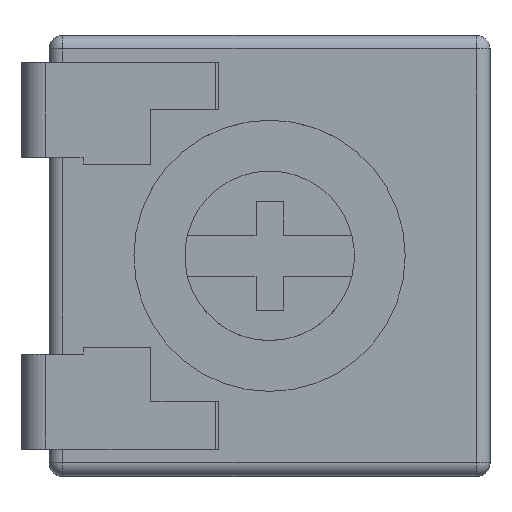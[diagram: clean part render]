
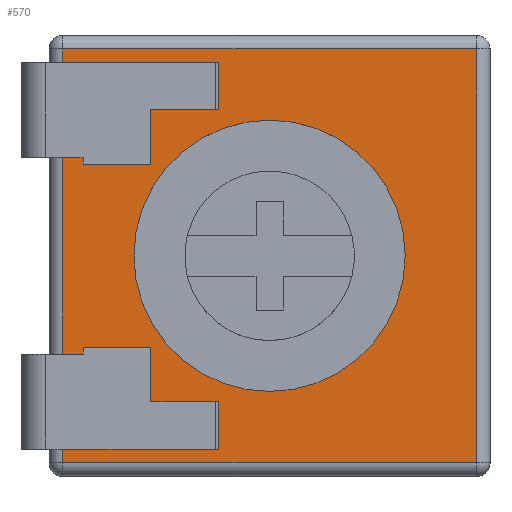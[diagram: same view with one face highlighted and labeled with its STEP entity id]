
A CAD part, top view. The second image highlights one B-rep face of the part: STEP entity #570.
In plain terms, the highlighted planar face has unit normal (0, 0, 1).
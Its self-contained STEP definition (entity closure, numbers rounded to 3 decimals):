
#224 = VERTEX_POINT('',#225);
#225 = CARTESIAN_POINT('',(3.05,3.05,4.5));
#232 = EDGE_CURVE('',#224,#233,#235,.T.);
#233 = VERTEX_POINT('',#234);
#234 = CARTESIAN_POINT('',(3.05,-3.05,4.5));
#235 = LINE('',#236,#237);
#236 = CARTESIAN_POINT('',(3.05,3.25,4.5));
#237 = VECTOR('',#238,1.);
#238 = DIRECTION('',(0.,-1.,0.));
#570 = ADVANCED_FACE('',(#571,#724),#735,.F.);
#571 = FACE_BOUND('',#572,.F.);
#572 = EDGE_LOOP('',(#573,#583,#591,#597,#598,#606,#614,#622,#630,#638,
    #646,#654,#662,#670,#678,#686,#694,#702,#710,#718));
#573 = ORIENTED_EDGE('',*,*,#574,.F.);
#574 = EDGE_CURVE('',#575,#577,#579,.T.);
#575 = VERTEX_POINT('',#576);
#576 = CARTESIAN_POINT('',(-3.05,2.85,4.5));
#577 = VERTEX_POINT('',#578);
#578 = CARTESIAN_POINT('',(-0.75,2.85,4.5));
#579 = LINE('',#580,#581);
#580 = CARTESIAN_POINT('',(-3.25,2.85,4.5));
#581 = VECTOR('',#582,1.);
#582 = DIRECTION('',(1.,0.,0.));
#583 = ORIENTED_EDGE('',*,*,#584,.T.);
#584 = EDGE_CURVE('',#575,#585,#587,.T.);
#585 = VERTEX_POINT('',#586);
#586 = CARTESIAN_POINT('',(-3.05,3.05,4.5));
#587 = LINE('',#588,#589);
#588 = CARTESIAN_POINT('',(-3.05,2.85,4.5));
#589 = VECTOR('',#590,1.);
#590 = DIRECTION('',(0.,1.,0.));
#591 = ORIENTED_EDGE('',*,*,#592,.T.);
#592 = EDGE_CURVE('',#585,#224,#593,.T.);
#593 = LINE('',#594,#595);
#594 = CARTESIAN_POINT('',(-3.25,3.05,4.5));
#595 = VECTOR('',#596,1.);
#596 = DIRECTION('',(1.,0.,0.));
#597 = ORIENTED_EDGE('',*,*,#232,.T.);
#598 = ORIENTED_EDGE('',*,*,#599,.T.);
#599 = EDGE_CURVE('',#233,#600,#602,.T.);
#600 = VERTEX_POINT('',#601);
#601 = CARTESIAN_POINT('',(-3.05,-3.05,4.5));
#602 = LINE('',#603,#604);
#603 = CARTESIAN_POINT('',(3.25,-3.05,4.5));
#604 = VECTOR('',#605,1.);
#605 = DIRECTION('',(-1.,0.,0.));
#606 = ORIENTED_EDGE('',*,*,#607,.T.);
#607 = EDGE_CURVE('',#600,#608,#610,.T.);
#608 = VERTEX_POINT('',#609);
#609 = CARTESIAN_POINT('',(-3.05,-2.85,4.5));
#610 = LINE('',#611,#612);
#611 = CARTESIAN_POINT('',(-3.05,-3.25,4.5));
#612 = VECTOR('',#613,1.);
#613 = DIRECTION('',(0.,1.,0.));
#614 = ORIENTED_EDGE('',*,*,#615,.F.);
#615 = EDGE_CURVE('',#616,#608,#618,.T.);
#616 = VERTEX_POINT('',#617);
#617 = CARTESIAN_POINT('',(-0.75,-2.85,4.5));
#618 = LINE('',#619,#620);
#619 = CARTESIAN_POINT('',(-0.75,-2.85,4.5));
#620 = VECTOR('',#621,1.);
#621 = DIRECTION('',(-1.,0.,0.));
#622 = ORIENTED_EDGE('',*,*,#623,.F.);
#623 = EDGE_CURVE('',#624,#616,#626,.T.);
#624 = VERTEX_POINT('',#625);
#625 = CARTESIAN_POINT('',(-0.75,-2.15,4.5));
#626 = LINE('',#627,#628);
#627 = CARTESIAN_POINT('',(-0.75,-2.15,4.5));
#628 = VECTOR('',#629,1.);
#629 = DIRECTION('',(0.,-1.,0.));
#630 = ORIENTED_EDGE('',*,*,#631,.F.);
#631 = EDGE_CURVE('',#632,#624,#634,.T.);
#632 = VERTEX_POINT('',#633);
#633 = CARTESIAN_POINT('',(-1.75,-2.15,4.5));
#634 = LINE('',#635,#636);
#635 = CARTESIAN_POINT('',(-1.75,-2.15,4.5));
#636 = VECTOR('',#637,1.);
#637 = DIRECTION('',(1.,0.,0.));
#638 = ORIENTED_EDGE('',*,*,#639,.F.);
#639 = EDGE_CURVE('',#640,#632,#642,.T.);
#640 = VERTEX_POINT('',#641);
#641 = CARTESIAN_POINT('',(-1.75,-1.35,4.5));
#642 = LINE('',#643,#644);
#643 = CARTESIAN_POINT('',(-1.75,-1.35,4.5));
#644 = VECTOR('',#645,1.);
#645 = DIRECTION('',(0.,-1.,0.));
#646 = ORIENTED_EDGE('',*,*,#647,.F.);
#647 = EDGE_CURVE('',#648,#640,#650,.T.);
#648 = VERTEX_POINT('',#649);
#649 = CARTESIAN_POINT('',(-2.75,-1.35,4.5));
#650 = LINE('',#651,#652);
#651 = CARTESIAN_POINT('',(-2.75,-1.35,4.5));
#652 = VECTOR('',#653,1.);
#653 = DIRECTION('',(1.,0.,0.));
#654 = ORIENTED_EDGE('',*,*,#655,.F.);
#655 = EDGE_CURVE('',#656,#648,#658,.T.);
#656 = VERTEX_POINT('',#657);
#657 = CARTESIAN_POINT('',(-2.75,-1.45,4.5));
#658 = LINE('',#659,#660);
#659 = CARTESIAN_POINT('',(-2.75,-1.45,4.5));
#660 = VECTOR('',#661,1.);
#661 = DIRECTION('',(0.,1.,0.));
#662 = ORIENTED_EDGE('',*,*,#663,.F.);
#663 = EDGE_CURVE('',#664,#656,#666,.T.);
#664 = VERTEX_POINT('',#665);
#665 = CARTESIAN_POINT('',(-3.05,-1.45,4.5));
#666 = LINE('',#667,#668);
#667 = CARTESIAN_POINT('',(-3.25,-1.45,4.5));
#668 = VECTOR('',#669,1.);
#669 = DIRECTION('',(1.,0.,0.));
#670 = ORIENTED_EDGE('',*,*,#671,.T.);
#671 = EDGE_CURVE('',#664,#672,#674,.T.);
#672 = VERTEX_POINT('',#673);
#673 = CARTESIAN_POINT('',(-3.05,1.45,4.5));
#674 = LINE('',#675,#676);
#675 = CARTESIAN_POINT('',(-3.05,-1.45,4.5));
#676 = VECTOR('',#677,1.);
#677 = DIRECTION('',(0.,1.,0.));
#678 = ORIENTED_EDGE('',*,*,#679,.F.);
#679 = EDGE_CURVE('',#680,#672,#682,.T.);
#680 = VERTEX_POINT('',#681);
#681 = CARTESIAN_POINT('',(-2.75,1.45,4.5));
#682 = LINE('',#683,#684);
#683 = CARTESIAN_POINT('',(-2.75,1.45,4.5));
#684 = VECTOR('',#685,1.);
#685 = DIRECTION('',(-1.,0.,0.));
#686 = ORIENTED_EDGE('',*,*,#687,.F.);
#687 = EDGE_CURVE('',#688,#680,#690,.T.);
#688 = VERTEX_POINT('',#689);
#689 = CARTESIAN_POINT('',(-2.75,1.35,4.5));
#690 = LINE('',#691,#692);
#691 = CARTESIAN_POINT('',(-2.75,1.35,4.5));
#692 = VECTOR('',#693,1.);
#693 = DIRECTION('',(0.,1.,0.));
#694 = ORIENTED_EDGE('',*,*,#695,.F.);
#695 = EDGE_CURVE('',#696,#688,#698,.T.);
#696 = VERTEX_POINT('',#697);
#697 = CARTESIAN_POINT('',(-1.75,1.35,4.5));
#698 = LINE('',#699,#700);
#699 = CARTESIAN_POINT('',(-1.75,1.35,4.5));
#700 = VECTOR('',#701,1.);
#701 = DIRECTION('',(-1.,0.,0.));
#702 = ORIENTED_EDGE('',*,*,#703,.F.);
#703 = EDGE_CURVE('',#704,#696,#706,.T.);
#704 = VERTEX_POINT('',#705);
#705 = CARTESIAN_POINT('',(-1.75,2.15,4.5));
#706 = LINE('',#707,#708);
#707 = CARTESIAN_POINT('',(-1.75,2.15,4.5));
#708 = VECTOR('',#709,1.);
#709 = DIRECTION('',(0.,-1.,0.));
#710 = ORIENTED_EDGE('',*,*,#711,.F.);
#711 = EDGE_CURVE('',#712,#704,#714,.T.);
#712 = VERTEX_POINT('',#713);
#713 = CARTESIAN_POINT('',(-0.75,2.15,4.5));
#714 = LINE('',#715,#716);
#715 = CARTESIAN_POINT('',(-0.75,2.15,4.5));
#716 = VECTOR('',#717,1.);
#717 = DIRECTION('',(-1.,0.,0.));
#718 = ORIENTED_EDGE('',*,*,#719,.F.);
#719 = EDGE_CURVE('',#577,#712,#720,.T.);
#720 = LINE('',#721,#722);
#721 = CARTESIAN_POINT('',(-0.75,2.85,4.5));
#722 = VECTOR('',#723,1.);
#723 = DIRECTION('',(0.,-1.,0.));
#724 = FACE_BOUND('',#725,.F.);
#725 = EDGE_LOOP('',(#726));
#726 = ORIENTED_EDGE('',*,*,#727,.T.);
#727 = EDGE_CURVE('',#728,#728,#730,.T.);
#728 = VERTEX_POINT('',#729);
#729 = CARTESIAN_POINT('',(0.,-2.,4.5));
#730 = CIRCLE('',#731,2.);
#731 = AXIS2_PLACEMENT_3D('',#732,#733,#734);
#732 = CARTESIAN_POINT('',(0.,0.,4.5));
#733 = DIRECTION('',(0.,0.,1.));
#734 = DIRECTION('',(0.,-1.,0.));
#735 = PLANE('',#736);
#736 = AXIS2_PLACEMENT_3D('',#737,#738,#739);
#737 = CARTESIAN_POINT('',(0.,0.,4.5));
#738 = DIRECTION('',(0.,0.,-1.));
#739 = DIRECTION('',(0.,1.,0.));
